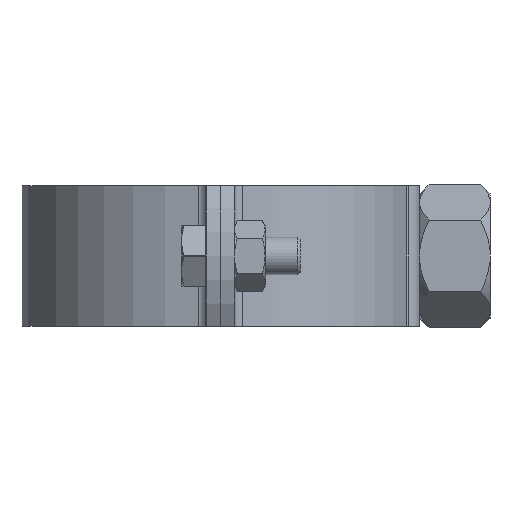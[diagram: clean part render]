
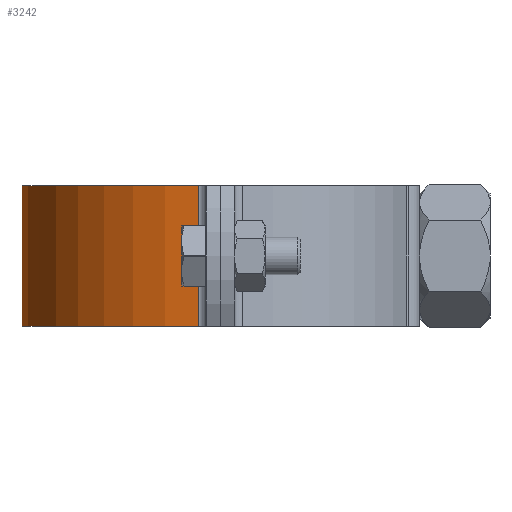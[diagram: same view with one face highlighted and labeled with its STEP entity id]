
A CAD part, left-side view. The second image highlights one B-rep face of the part: STEP entity #3242.
In plain terms, the highlighted cylindrical face has radius 42.5 mm (diameter 85 mm), a partial arc.
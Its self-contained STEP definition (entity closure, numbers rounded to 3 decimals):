
#432 = CARTESIAN_POINT ( 'NONE',  ( 0., 0., 15. ) ) ;
#523 = EDGE_CURVE ( 'NONE', #1075, #3050, #4782, .T. ) ;
#563 = LINE ( 'NONE', #1666, #4418 ) ;
#620 = CARTESIAN_POINT ( 'NONE',  ( 0., 0., 15. ) ) ;
#939 = CARTESIAN_POINT ( 'NONE',  ( 42.231, 4.775, -15. ) ) ;
#1075 = VERTEX_POINT ( 'NONE', #4112 ) ;
#1101 = DIRECTION ( 'NONE',  ( 0., 0., -1. ) ) ;
#1225 = VECTOR ( 'NONE', #5681, 1000. ) ;
#1321 = CIRCLE ( 'NONE', #1570, 42.5 ) ;
#1342 = LINE ( 'NONE', #6882, #1225 ) ;
#1570 = AXIS2_PLACEMENT_3D ( 'NONE', #7585, #5031, #3901 ) ;
#1666 = CARTESIAN_POINT ( 'NONE',  ( -42.231, 4.775, 15. ) ) ;
#1674 = CARTESIAN_POINT ( 'NONE',  ( -42.231, 4.775, -15. ) ) ;
#1930 = EDGE_CURVE ( 'NONE', #3050, #2925, #563, .T. ) ;
#2002 = ORIENTED_EDGE ( 'NONE', *, *, #523, .F. ) ;
#2785 = ORIENTED_EDGE ( 'NONE', *, *, #5076, .T. ) ;
#2925 = VERTEX_POINT ( 'NONE', #1674 ) ;
#3050 = VERTEX_POINT ( 'NONE', #3140 ) ;
#3140 = CARTESIAN_POINT ( 'NONE',  ( -42.231, 4.775, 15. ) ) ;
#3242 = ADVANCED_FACE ( 'NONE', ( #6772 ), #6699, .T. ) ;
#3901 = DIRECTION ( 'NONE',  ( -1., 0., 0. ) ) ;
#4112 = CARTESIAN_POINT ( 'NONE',  ( 42.231, 4.775, 15. ) ) ;
#4418 = VECTOR ( 'NONE', #1101, 1000. ) ;
#4782 = CIRCLE ( 'NONE', #5837, 42.5 ) ;
#5031 = DIRECTION ( 'NONE',  ( 0., 0., 1. ) ) ;
#5076 = EDGE_CURVE ( 'NONE', #1075, #5949, #1342, .T. ) ;
#5376 = DIRECTION ( 'NONE',  ( 1., 0., 0. ) ) ;
#5462 = DIRECTION ( 'NONE',  ( 0., 0., -1. ) ) ;
#5515 = EDGE_LOOP ( 'NONE', ( #7883, #8041, #2002, #2785 ) ) ;
#5601 = DIRECTION ( 'NONE',  ( -1., 0., 0. ) ) ;
#5681 = DIRECTION ( 'NONE',  ( 0., 0., -1. ) ) ;
#5837 = AXIS2_PLACEMENT_3D ( 'NONE', #620, #6061, #5601 ) ;
#5949 = VERTEX_POINT ( 'NONE', #939 ) ;
#6061 = DIRECTION ( 'NONE',  ( 0., 0., 1. ) ) ;
#6699 = CYLINDRICAL_SURFACE ( 'NONE', #7976, 42.5 ) ;
#6772 = FACE_OUTER_BOUND ( 'NONE', #5515, .T. ) ;
#6882 = CARTESIAN_POINT ( 'NONE',  ( 42.231, 4.775, 15. ) ) ;
#7585 = CARTESIAN_POINT ( 'NONE',  ( 0., 0., -15. ) ) ;
#7722 = EDGE_CURVE ( 'NONE', #5949, #2925, #1321, .T. ) ;
#7883 = ORIENTED_EDGE ( 'NONE', *, *, #7722, .T. ) ;
#7976 = AXIS2_PLACEMENT_3D ( 'NONE', #432, #5462, #5376 ) ;
#8041 = ORIENTED_EDGE ( 'NONE', *, *, #1930, .F. ) ;
